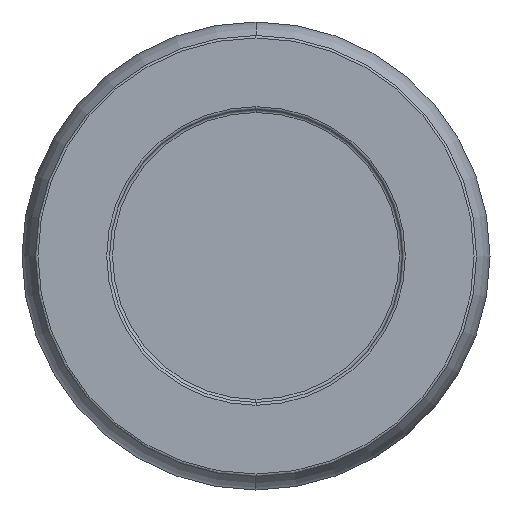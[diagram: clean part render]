
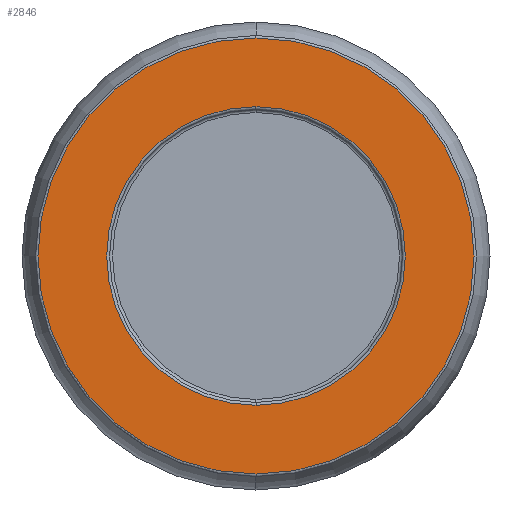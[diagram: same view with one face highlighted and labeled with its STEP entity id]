
A CAD part, left-side view. The second image highlights one B-rep face of the part: STEP entity #2846.
In plain terms, the highlighted planar face has unit normal (-1, 0, 0).
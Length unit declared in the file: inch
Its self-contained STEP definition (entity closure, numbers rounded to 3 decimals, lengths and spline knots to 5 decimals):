
#83 = AXIS2_PLACEMENT_3D ( 'NONE', #2304, #834, #3846 ) ;
#149 = DIRECTION ( 'NONE',  ( 0., 0., -1. ) ) ;
#234 = VERTEX_POINT ( 'NONE', #4338 ) ;
#240 = CIRCLE ( 'NONE', #712, 0.255 ) ;
#281 = ORIENTED_EDGE ( 'NONE', *, *, #1549, .T. ) ;
#436 = CARTESIAN_POINT ( 'NONE',  ( -0.16303, 0., 0. ) ) ;
#555 = ORIENTED_EDGE ( 'NONE', *, *, #4682, .T. ) ;
#583 = VERTEX_POINT ( 'NONE', #4010 ) ;
#691 = FACE_BOUND ( 'NONE', #1298, .T. ) ;
#712 = AXIS2_PLACEMENT_3D ( 'NONE', #436, #2223, #2911 ) ;
#834 = DIRECTION ( 'NONE',  ( -1., 0., 0. ) ) ;
#1092 = CARTESIAN_POINT ( 'NONE',  ( -0.16303, 0., 0. ) ) ;
#1298 = EDGE_LOOP ( 'NONE', ( #3160, #555 ) ) ;
#1549 = EDGE_CURVE ( 'NONE', #2089, #234, #1931, .T. ) ;
#1594 = DIRECTION ( 'NONE',  ( -1., 0., 0. ) ) ;
#1623 = DIRECTION ( 'NONE',  ( 0., 0., -1. ) ) ;
#1771 = AXIS2_PLACEMENT_3D ( 'NONE', #3198, #2502, #149 ) ;
#1880 = DIRECTION ( 'NONE',  ( 1., 0., 0. ) ) ;
#1882 = CARTESIAN_POINT ( 'NONE',  ( -0.16303, 0., -0.255 ) ) ;
#1931 = CIRCLE ( 'NONE', #2331, 0.37232 ) ;
#2089 = VERTEX_POINT ( 'NONE', #2360 ) ;
#2223 = DIRECTION ( 'NONE',  ( 1., 0., 0. ) ) ;
#2257 = DIRECTION ( 'NONE',  ( 0., 0., -1. ) ) ;
#2297 = PLANE ( 'NONE',  #2970 ) ;
#2304 = CARTESIAN_POINT ( 'NONE',  ( -0.16303, 0., 0. ) ) ;
#2331 = AXIS2_PLACEMENT_3D ( 'NONE', #3922, #1594, #1623 ) ;
#2360 = CARTESIAN_POINT ( 'NONE',  ( -0.16303, 0., 0.37232 ) ) ;
#2502 = DIRECTION ( 'NONE',  ( 1., 0., 0. ) ) ;
#2846 = ADVANCED_FACE ( 'NONE', ( #3145, #691 ), #2297, .F. ) ;
#2911 = DIRECTION ( 'NONE',  ( 0., 0., -1. ) ) ;
#2970 = AXIS2_PLACEMENT_3D ( 'NONE', #1092, #1880, #2257 ) ;
#3145 = FACE_OUTER_BOUND ( 'NONE', #4916, .T. ) ;
#3160 = ORIENTED_EDGE ( 'NONE', *, *, #4158, .T. ) ;
#3198 = CARTESIAN_POINT ( 'NONE',  ( -0.16303, 0., 0. ) ) ;
#3718 = EDGE_CURVE ( 'NONE', #234, #2089, #4594, .T. ) ;
#3846 = DIRECTION ( 'NONE',  ( 0., 0., -1. ) ) ;
#3892 = VERTEX_POINT ( 'NONE', #1882 ) ;
#3922 = CARTESIAN_POINT ( 'NONE',  ( -0.16303, 0., 0. ) ) ;
#3949 = CIRCLE ( 'NONE', #1771, 0.255 ) ;
#4010 = CARTESIAN_POINT ( 'NONE',  ( -0.16303, 0., 0.255 ) ) ;
#4158 = EDGE_CURVE ( 'NONE', #3892, #583, #3949, .T. ) ;
#4235 = ORIENTED_EDGE ( 'NONE', *, *, #3718, .T. ) ;
#4338 = CARTESIAN_POINT ( 'NONE',  ( -0.16303, 0., -0.37232 ) ) ;
#4594 = CIRCLE ( 'NONE', #83, 0.37232 ) ;
#4682 = EDGE_CURVE ( 'NONE', #583, #3892, #240, .T. ) ;
#4916 = EDGE_LOOP ( 'NONE', ( #4235, #281 ) ) ;
